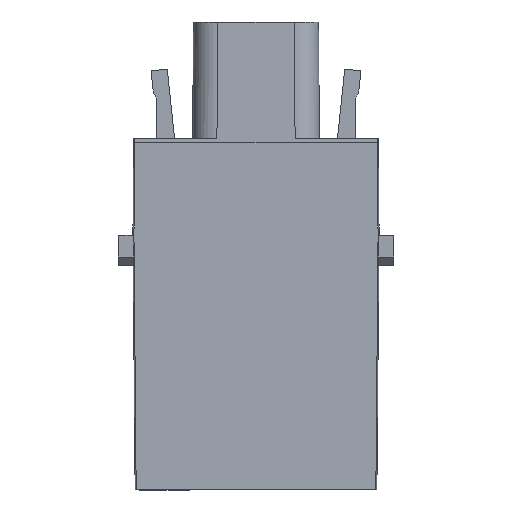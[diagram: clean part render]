
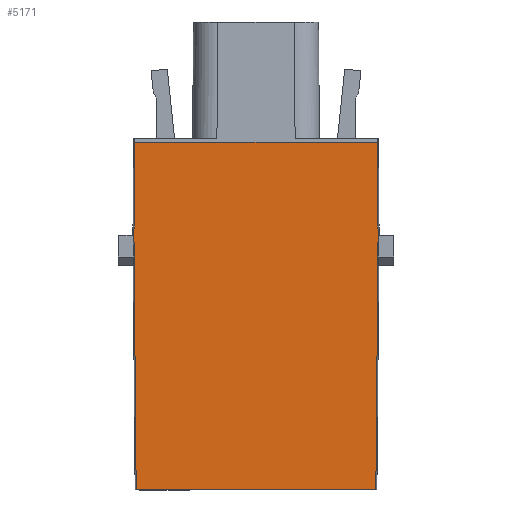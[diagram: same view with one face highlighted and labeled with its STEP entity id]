
A CAD part, front view. The second image highlights one B-rep face of the part: STEP entity #5171.
In plain terms, the highlighted planar face has unit normal (0, -1, 0).
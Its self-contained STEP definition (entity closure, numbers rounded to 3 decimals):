
#5161=AXIS2_PLACEMENT_3D('Plane Axis2P3D',#5158,#5159,#5160) ;
#260=CARTESIAN_POINT('Vertex',(31.674,0.,0.)) ;
#263=CARTESIAN_POINT('Line Origine',(16.926,0.,0.)) ;
#267=CARTESIAN_POINT('Vertex',(2.177,0.,0.)) ;
#697=CARTESIAN_POINT('Line Origine',(2.04,0.,15.688)) ;
#701=CARTESIAN_POINT('Vertex',(1.903,0.,31.375)) ;
#752=CARTESIAN_POINT('Line Origine',(31.811,0.,15.688)) ;
#756=CARTESIAN_POINT('Vertex',(31.948,0.,31.375)) ;
#4390=CARTESIAN_POINT('Vertex',(31.849,0.,42.8)) ;
#4397=CARTESIAN_POINT('Vertex',(2.003,0.,42.8)) ;
#4400=CARTESIAN_POINT('Line Origine',(16.926,0.,42.8)) ;
#4802=CARTESIAN_POINT('Line Origine',(31.898,0.,37.088)) ;
#4845=CARTESIAN_POINT('Line Origine',(1.953,0.,37.088)) ;
#5158=CARTESIAN_POINT('Axis2P3D Location',(34.326,0.,-54.87)) ;
#264=DIRECTION('Vector Direction',(-1.,0.,0.)) ;
#698=DIRECTION('Vector Direction',(-0.009,0.,1.)) ;
#753=DIRECTION('Vector Direction',(0.009,0.,1.)) ;
#4401=DIRECTION('Vector Direction',(-1.,0.,0.)) ;
#4803=DIRECTION('Vector Direction',(0.009,0.,-1.)) ;
#4846=DIRECTION('Vector Direction',(0.009,0.,1.)) ;
#5159=DIRECTION('Axis2P3D Direction',(0.,-1.,0.)) ;
#5160=DIRECTION('Axis2P3D XDirection',(1.,0.,0.)) ;
#265=VECTOR('Line Direction',#264,1.) ;
#699=VECTOR('Line Direction',#698,1.) ;
#754=VECTOR('Line Direction',#753,1.) ;
#4402=VECTOR('Line Direction',#4401,1.) ;
#4804=VECTOR('Line Direction',#4803,1.) ;
#4847=VECTOR('Line Direction',#4846,1.) ;
#5164=ORIENTED_EDGE('',*,*,#758,.T.) ;
#5165=ORIENTED_EDGE('',*,*,#4806,.F.) ;
#5166=ORIENTED_EDGE('',*,*,#4404,.T.) ;
#5167=ORIENTED_EDGE('',*,*,#4849,.F.) ;
#5168=ORIENTED_EDGE('',*,*,#703,.F.) ;
#5169=ORIENTED_EDGE('',*,*,#269,.F.) ;
#5171=ADVANCED_FACE('Hauptkoerper',(#5170),#5162,.T.) ;
#269=EDGE_CURVE('',#261,#268,#266,.T.) ;
#703=EDGE_CURVE('',#268,#702,#700,.T.) ;
#758=EDGE_CURVE('',#261,#757,#755,.T.) ;
#4404=EDGE_CURVE('',#4391,#4398,#4403,.T.) ;
#4806=EDGE_CURVE('',#4391,#757,#4805,.T.) ;
#4849=EDGE_CURVE('',#702,#4398,#4848,.T.) ;
#5163=EDGE_LOOP('',(#5164,#5165,#5166,#5167,#5168,#5169)) ;
#5170=FACE_OUTER_BOUND('',#5163,.T.) ;
#266=LINE('Line',#263,#265) ;
#700=LINE('Line',#697,#699) ;
#755=LINE('Line',#752,#754) ;
#4403=LINE('Line',#4400,#4402) ;
#4805=LINE('Line',#4802,#4804) ;
#4848=LINE('Line',#4845,#4847) ;
#5162=PLANE('',#5161) ;
#261=VERTEX_POINT('',#260) ;
#268=VERTEX_POINT('',#267) ;
#702=VERTEX_POINT('',#701) ;
#757=VERTEX_POINT('',#756) ;
#4391=VERTEX_POINT('',#4390) ;
#4398=VERTEX_POINT('',#4397) ;
